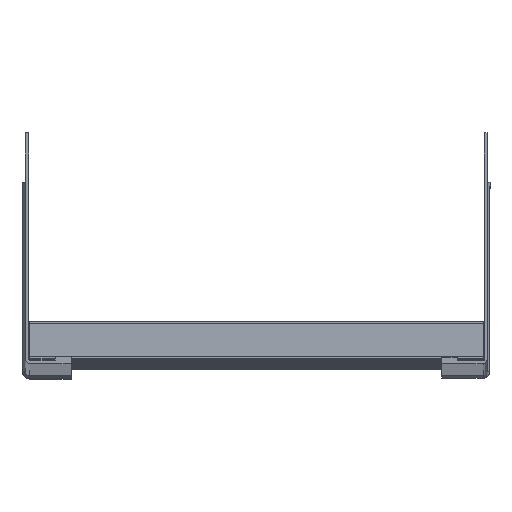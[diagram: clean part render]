
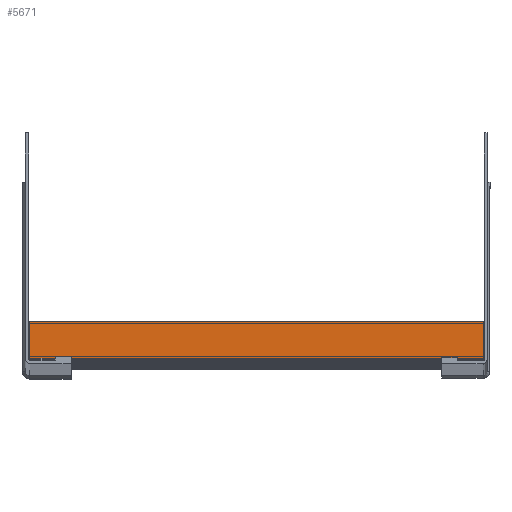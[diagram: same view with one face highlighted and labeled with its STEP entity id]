
A CAD part, top view. The second image highlights one B-rep face of the part: STEP entity #5671.
In plain terms, the highlighted planar face has unit normal (0, 0, 1).
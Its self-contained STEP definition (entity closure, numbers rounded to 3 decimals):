
#634 = CARTESIAN_POINT ( 'NONE',  ( -196., -19.309, 1377.21 ) ) ;
#640 = CARTESIAN_POINT ( 'NONE',  ( -184.8, -19.309, 1377.21 ) ) ;
#642 = CARTESIAN_POINT ( 'NONE',  ( -17.3, -19.309, 1377.21 ) ) ;
#644 = CARTESIAN_POINT ( 'NONE',  ( 1., -19.309, 1377.21 ) ) ;
#645 = CARTESIAN_POINT ( 'NONE',  ( -184.8, -18.709, 1377.21 ) ) ;
#646 = CARTESIAN_POINT ( 'NONE',  ( -178., -18.709, 1377.21 ) ) ;
#647 = CARTESIAN_POINT ( 'NONE',  ( -178., -19.309, 1377.21 ) ) ;
#649 = CARTESIAN_POINT ( 'NONE',  ( -10.5, -19.309, 1377.21 ) ) ;
#651 = CARTESIAN_POINT ( 'NONE',  ( 1., -3.309, 1377.21 ) ) ;
#652 = CARTESIAN_POINT ( 'NONE',  ( -196., -3.309, 1377.21 ) ) ;
#1026 = CARTESIAN_POINT ( 'NONE',  ( 1., -19.309, 1377.21 ) ) ;
#1034 = PLANE ( 'NONE',  #6886 ) ;
#1036 = DIRECTION ( 'NONE',  ( 0., 0., 1. ) ) ;
#1037 = DIRECTION ( 'NONE',  ( 0., -1., 0. ) ) ;
#2080 = VERTEX_POINT ( 'NONE', #634 ) ;
#2086 = VERTEX_POINT ( 'NONE', #640 ) ;
#2088 = VERTEX_POINT ( 'NONE', #642 ) ;
#2090 = VERTEX_POINT ( 'NONE', #644 ) ;
#2091 = VERTEX_POINT ( 'NONE', #645 ) ;
#2092 = VERTEX_POINT ( 'NONE', #646 ) ;
#2093 = VERTEX_POINT ( 'NONE', #647 ) ;
#2095 = VERTEX_POINT ( 'NONE', #649 ) ;
#2097 = VERTEX_POINT ( 'NONE', #651 ) ;
#2098 = VERTEX_POINT ( 'NONE', #652 ) ;
#2982 = EDGE_LOOP ( 'NONE', ( #7931, #7932, #7933, #7934, #7935, #7936, #7937, #7938, #7939, #7940 ) ) ;
#4980 = LINE ( 'NONE', #8239, #4983 ) ;
#4982 = LINE ( 'NONE', #8226, #4991 ) ;
#4983 = VECTOR ( 'NONE', #8241, 1000. ) ;
#4990 = LINE ( 'NONE', #8246, #5001 ) ;
#4991 = VECTOR ( 'NONE', #8248, 1000. ) ;
#5001 = VECTOR ( 'NONE', #8258, 1000. ) ;
#5006 = LINE ( 'NONE', #8265, #5009 ) ;
#5009 = VECTOR ( 'NONE', #8266, 1000. ) ;
#5016 = LINE ( 'NONE', #8275, #5019 ) ;
#5019 = VECTOR ( 'NONE', #8277, 1000. ) ;
#5024 = LINE ( 'NONE', #8283, #5027 ) ;
#5027 = VECTOR ( 'NONE', #8284, 1000. ) ;
#5034 = LINE ( 'NONE', #8293, #5037 ) ;
#5037 = VECTOR ( 'NONE', #8295, 1000. ) ;
#5038 = LINE ( 'NONE', #8294, #5055 ) ;
#5042 = LINE ( 'NONE', #8301, #5045 ) ;
#5045 = VECTOR ( 'NONE', #8302, 1000. ) ;
#5055 = VECTOR ( 'NONE', #8312, 1000. ) ;
#5060 = LINE ( 'NONE', #8319, #5063 ) ;
#5063 = VECTOR ( 'NONE', #8320, 1000. ) ;
#5671 = ADVANCED_FACE ( 'NONE', ( #6124 ), #1034, .T. ) ;
#6124 = FACE_OUTER_BOUND ( 'NONE', #2982, .T. ) ;
#6886 = AXIS2_PLACEMENT_3D ( 'NONE', #1026, #1036, #1037 ) ;
#7931 = ORIENTED_EDGE ( 'NONE', *, *, #9489, .F. ) ;
#7932 = ORIENTED_EDGE ( 'NONE', *, *, #9493, .T. ) ;
#7933 = ORIENTED_EDGE ( 'NONE', *, *, #9498, .T. ) ;
#7934 = ORIENTED_EDGE ( 'NONE', *, *, #9502, .T. ) ;
#7935 = ORIENTED_EDGE ( 'NONE', *, *, #9507, .F. ) ;
#7936 = ORIENTED_EDGE ( 'NONE', *, *, #9511, .T. ) ;
#7937 = ORIENTED_EDGE ( 'NONE', *, *, #9516, .F. ) ;
#7938 = ORIENTED_EDGE ( 'NONE', *, *, #9520, .T. ) ;
#7939 = ORIENTED_EDGE ( 'NONE', *, *, #9525, .T. ) ;
#7940 = ORIENTED_EDGE ( 'NONE', *, *, #9529, .F. ) ;
#8226 = CARTESIAN_POINT ( 'NONE',  ( -184.8, -19.309, 1377.21 ) ) ;
#8239 = CARTESIAN_POINT ( 'NONE',  ( 1., -19.309, 1377.21 ) ) ;
#8241 = DIRECTION ( 'NONE',  ( -1., 0., 0. ) ) ;
#8246 = CARTESIAN_POINT ( 'NONE',  ( 1., -18.709, 1377.21 ) ) ;
#8248 = DIRECTION ( 'NONE',  ( 0., 1., 0. ) ) ;
#8258 = DIRECTION ( 'NONE',  ( 1., 0., 0. ) ) ;
#8265 = CARTESIAN_POINT ( 'NONE',  ( -178., -19.309, 1377.21 ) ) ;
#8266 = DIRECTION ( 'NONE',  ( 0., -1., 0. ) ) ;
#8275 = CARTESIAN_POINT ( 'NONE',  ( 1., -19.309, 1377.21 ) ) ;
#8277 = DIRECTION ( 'NONE',  ( -1., 0., 0. ) ) ;
#8283 = CARTESIAN_POINT ( 'NONE',  ( 1., -19.309, 1377.21 ) ) ;
#8284 = DIRECTION ( 'NONE',  ( 1., 0., 0. ) ) ;
#8293 = CARTESIAN_POINT ( 'NONE',  ( 1., -19.309, 1377.21 ) ) ;
#8294 = CARTESIAN_POINT ( 'NONE',  ( 1., -3.309, 1377.21 ) ) ;
#8295 = DIRECTION ( 'NONE',  ( -1., 0., 0. ) ) ;
#8301 = CARTESIAN_POINT ( 'NONE',  ( 1., -19.309, 1377.21 ) ) ;
#8302 = DIRECTION ( 'NONE',  ( 0., 1., 0. ) ) ;
#8312 = DIRECTION ( 'NONE',  ( -1., 0., 0. ) ) ;
#8319 = CARTESIAN_POINT ( 'NONE',  ( -196., -19.309, 1377.21 ) ) ;
#8320 = DIRECTION ( 'NONE',  ( 0., 1., 0. ) ) ;
#9489 = EDGE_CURVE ( 'NONE', #2086, #2080, #4980, .T. ) ;
#9493 = EDGE_CURVE ( 'NONE', #2086, #2091, #4982, .T. ) ;
#9498 = EDGE_CURVE ( 'NONE', #2091, #2092, #4990, .T. ) ;
#9502 = EDGE_CURVE ( 'NONE', #2092, #2093, #5006, .T. ) ;
#9507 = EDGE_CURVE ( 'NONE', #2088, #2093, #5016, .T. ) ;
#9511 = EDGE_CURVE ( 'NONE', #2088, #2095, #5024, .T. ) ;
#9516 = EDGE_CURVE ( 'NONE', #2090, #2095, #5034, .T. ) ;
#9520 = EDGE_CURVE ( 'NONE', #2090, #2097, #5042, .T. ) ;
#9525 = EDGE_CURVE ( 'NONE', #2097, #2098, #5038, .T. ) ;
#9529 = EDGE_CURVE ( 'NONE', #2080, #2098, #5060, .T. ) ;
